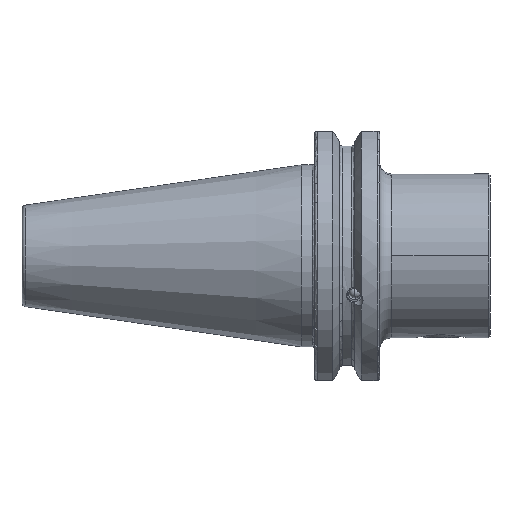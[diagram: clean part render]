
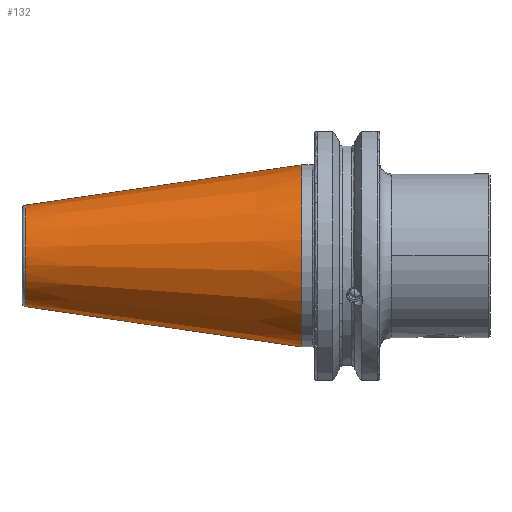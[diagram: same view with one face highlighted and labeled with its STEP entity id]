
A CAD part, front view. The second image highlights one B-rep face of the part: STEP entity #132.
In plain terms, the highlighted conical face has half-angle 8.297 degrees and reference radius 22.225 mm.
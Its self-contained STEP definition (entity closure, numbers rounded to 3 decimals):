
#132 = ADVANCED_FACE ( 'NONE', ( #3399 ), #5586, .T. ) ;
#536 = AXIS2_PLACEMENT_3D ( 'NONE', #2915, #5452, #7960 ) ;
#555 = AXIS2_PLACEMENT_3D ( 'NONE', #4692, #7902, #7275 ) ;
#571 = EDGE_LOOP ( 'NONE', ( #6417, #4020, #6802, #1512 ) ) ;
#946 = VERTEX_POINT ( 'NONE', #8156 ) ;
#1009 = DIRECTION ( 'NONE',  ( -1., 0., 0. ) ) ;
#1512 = ORIENTED_EDGE ( 'NONE', *, *, #7054, .T. ) ;
#1857 = DIRECTION ( 'NONE',  ( 0.99, 0., 0.144 ) ) ;
#1903 = EDGE_CURVE ( 'NONE', #4068, #3635, #2129, .T. ) ;
#2129 = CIRCLE ( 'NONE', #536, 12.397 ) ;
#2411 = LINE ( 'NONE', #3108, #3590 ) ;
#2527 = CARTESIAN_POINT ( 'NONE',  ( -67.394, 0., -12.397 ) ) ;
#2915 = CARTESIAN_POINT ( 'NONE',  ( -67.394, 0., 0. ) ) ;
#3108 = CARTESIAN_POINT ( 'NONE',  ( 0., 0., 22.225 ) ) ;
#3399 = FACE_OUTER_BOUND ( 'NONE', #571, .T. ) ;
#3590 = VECTOR ( 'NONE', #1857, 1000. ) ;
#3635 = VERTEX_POINT ( 'NONE', #8097 ) ;
#4020 = ORIENTED_EDGE ( 'NONE', *, *, #1903, .F. ) ;
#4068 = VERTEX_POINT ( 'NONE', #2527 ) ;
#4411 = CIRCLE ( 'NONE', #7198, 22.225 ) ;
#4692 = CARTESIAN_POINT ( 'NONE',  ( 0., 0., 0. ) ) ;
#5108 = EDGE_CURVE ( 'NONE', #3635, #946, #2411, .T. ) ;
#5452 = DIRECTION ( 'NONE',  ( -1., 0., 0. ) ) ;
#5586 = CONICAL_SURFACE ( 'NONE', #555, 22.225, 0.145 ) ;
#5652 = CARTESIAN_POINT ( 'NONE',  ( 0., 0., -22.225 ) ) ;
#5745 = LINE ( 'NONE', #5783, #7961 ) ;
#5783 = CARTESIAN_POINT ( 'NONE',  ( 0., 0., -22.225 ) ) ;
#5810 = EDGE_CURVE ( 'NONE', #4068, #6201, #5745, .T. ) ;
#6201 = VERTEX_POINT ( 'NONE', #5652 ) ;
#6417 = ORIENTED_EDGE ( 'NONE', *, *, #5108, .F. ) ;
#6665 = CARTESIAN_POINT ( 'NONE',  ( 0., 0., 0. ) ) ;
#6802 = ORIENTED_EDGE ( 'NONE', *, *, #5810, .T. ) ;
#6846 = DIRECTION ( 'NONE',  ( 0., 0., 1. ) ) ;
#7054 = EDGE_CURVE ( 'NONE', #6201, #946, #4411, .T. ) ;
#7198 = AXIS2_PLACEMENT_3D ( 'NONE', #6665, #1009, #6846 ) ;
#7275 = DIRECTION ( 'NONE',  ( 0., 0., -1. ) ) ;
#7672 = DIRECTION ( 'NONE',  ( 0.99, 0., -0.144 ) ) ;
#7902 = DIRECTION ( 'NONE',  ( 1., 0., 0. ) ) ;
#7960 = DIRECTION ( 'NONE',  ( 0., 0., 1. ) ) ;
#7961 = VECTOR ( 'NONE', #7672, 1000. ) ;
#8097 = CARTESIAN_POINT ( 'NONE',  ( -67.394, 0., 12.397 ) ) ;
#8156 = CARTESIAN_POINT ( 'NONE',  ( 0., 0., 22.225 ) ) ;
